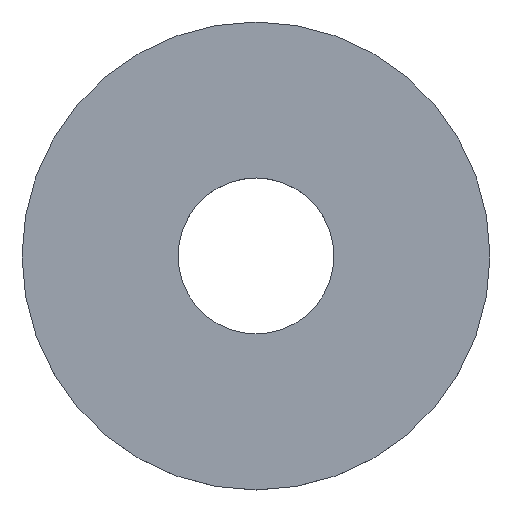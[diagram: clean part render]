
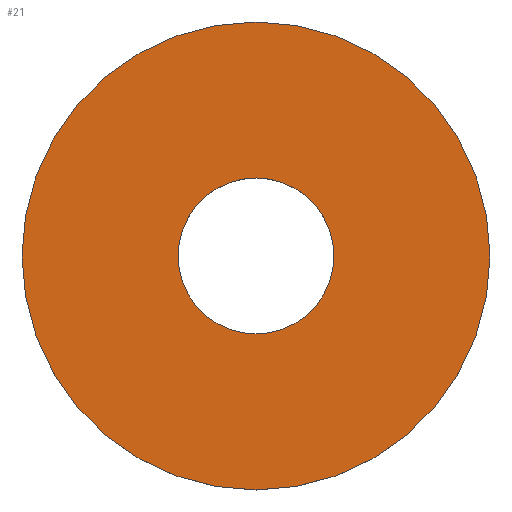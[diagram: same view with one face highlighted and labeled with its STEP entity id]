
A CAD part, top view. The second image highlights one B-rep face of the part: STEP entity #21.
In plain terms, the highlighted planar face has unit normal (0, 0, 1).
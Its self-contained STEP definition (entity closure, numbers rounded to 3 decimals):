
#5 = CARTESIAN_POINT ( 'NONE',  ( 0., 0., 0.8 ) ) ;
#9 = DIRECTION ( 'NONE',  ( 0., 0., -1. ) ) ;
#19 = DIRECTION ( 'NONE',  ( 0., 0., -1. ) ) ;
#21 = ADVANCED_FACE ( 'NONE', ( #115, #96 ), #62, .T. ) ;
#23 = VERTEX_POINT ( 'NONE', #108 ) ;
#29 = DIRECTION ( 'NONE',  ( 0., 0., 1. ) ) ;
#52 = CIRCLE ( 'NONE', #79, 7.5 ) ;
#56 = EDGE_LOOP ( 'NONE', ( #150 ) ) ;
#62 = PLANE ( 'NONE',  #86 ) ;
#63 = DIRECTION ( 'NONE',  ( 0., 1., 0. ) ) ;
#78 = DIRECTION ( 'NONE',  ( 0., 1., 0. ) ) ;
#79 = AXIS2_PLACEMENT_3D ( 'NONE', #5, #9, #63 ) ;
#86 = AXIS2_PLACEMENT_3D ( 'NONE', #143, #29, #117 ) ;
#96 = FACE_OUTER_BOUND ( 'NONE', #122, .T. ) ;
#100 = ORIENTED_EDGE ( 'NONE', *, *, #103, .F. ) ;
#103 = EDGE_CURVE ( 'NONE', #23, #23, #52, .T. ) ;
#104 = EDGE_CURVE ( 'NONE', #140, #140, #120, .T. ) ;
#105 = AXIS2_PLACEMENT_3D ( 'NONE', #134, #19, #78 ) ;
#108 = CARTESIAN_POINT ( 'NONE',  ( 0., 7.5, 0.8 ) ) ;
#115 = FACE_BOUND ( 'NONE', #56, .T. ) ;
#117 = DIRECTION ( 'NONE',  ( 0., -1., 0. ) ) ;
#120 = CIRCLE ( 'NONE', #105, 2.5 ) ;
#122 = EDGE_LOOP ( 'NONE', ( #100 ) ) ;
#131 = CARTESIAN_POINT ( 'NONE',  ( 0., 2.5, 0.8 ) ) ;
#134 = CARTESIAN_POINT ( 'NONE',  ( 0., 0., 0.8 ) ) ;
#140 = VERTEX_POINT ( 'NONE', #131 ) ;
#143 = CARTESIAN_POINT ( 'NONE',  ( 0., 2.5, 0.8 ) ) ;
#150 = ORIENTED_EDGE ( 'NONE', *, *, #104, .T. ) ;
